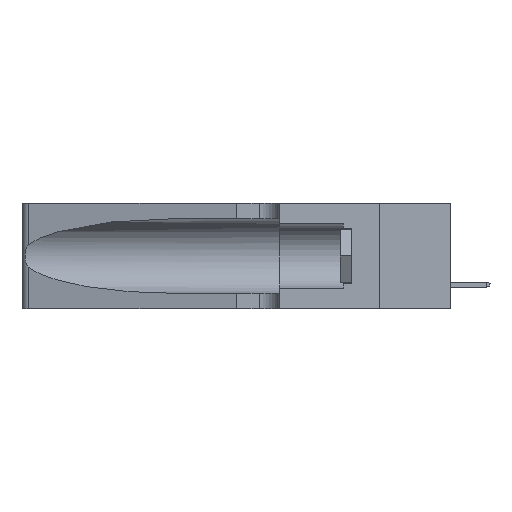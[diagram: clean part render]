
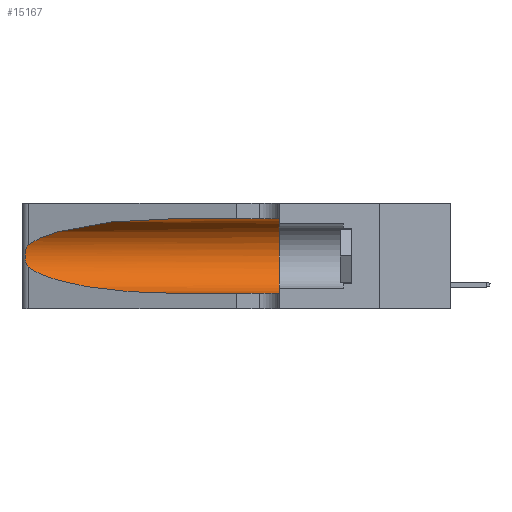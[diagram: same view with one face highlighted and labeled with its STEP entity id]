
A CAD part, left-side view. The second image highlights one B-rep face of the part: STEP entity #15167.
In plain terms, the highlighted cylindrical face has radius 3.308 mm (diameter 6.617 mm), a partial arc.
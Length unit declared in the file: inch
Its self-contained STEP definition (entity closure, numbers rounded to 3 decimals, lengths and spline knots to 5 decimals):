
#1916 = VECTOR ( 'NONE', #48221, 39.37008 ) ;
#2495 = CARTESIAN_POINT ( 'NONE',  ( 0.25639, 1.23184, 0.21858 ) ) ;
#2751 = CARTESIAN_POINT ( 'NONE',  ( 0.25487, 1.22718, 0.22369 ) ) ;
#3328 = CARTESIAN_POINT ( 'NONE',  ( 0.1305, 0.72297, 0.31525 ) ) ;
#3977 = ORIENTED_EDGE ( 'NONE', *, *, #11815, .T. ) ;
#7357 = CARTESIAN_POINT ( 'NONE',  ( 0.1305, 0.72297, 0.05475 ) ) ;
#7776 = VERTEX_POINT ( 'NONE', #27008 ) ;
#7889 =( BOUNDED_CURVE ( )  B_SPLINE_CURVE ( 3, ( #3328, #8092, #23504, #35416 ),
 .UNSPECIFIED., .F., .T. ) 
 B_SPLINE_CURVE_WITH_KNOTS ( ( 4, 4 ),
 ( 1.5708, 2.84003 ),
 .UNSPECIFIED. ) 
 CURVE ( )  GEOMETRIC_REPRESENTATION_ITEM ( )  RATIONAL_B_SPLINE_CURVE ( ( 1., 0.87, 0.87, 1. ) ) 
 REPRESENTATION_ITEM ( '' )  );
#8092 = CARTESIAN_POINT ( 'NONE',  ( 0.18966, 0.96281, 0.31525 ) ) ;
#8947 = B_SPLINE_CURVE_WITH_KNOTS ( 'NONE', 3,
 ( #2751, #11489, #2495, #50990, #51770, #35866, #22675, #47027, #18926, #52039, #15745, #26900, #31370, #43051 ),
 .UNSPECIFIED., .F., .F.,
 ( 4, 2, 2, 2, 2, 2, 4 ),
 ( 0., 0.00027, 0.00053, 0.00107, 0.0016, 0.00187, 0.00214 ),
 .UNSPECIFIED. ) ;
#9341 = CARTESIAN_POINT ( 'NONE',  ( 0.18966, 0.96281, 0.05475 ) ) ;
#9351 = AXIS2_PLACEMENT_3D ( 'NONE', #9540, #16460, #20964 ) ;
#9540 = CARTESIAN_POINT ( 'NONE',  ( 0.1305, 1.61858, 0.185 ) ) ;
#9615 = CARTESIAN_POINT ( 'NONE',  ( 0.2373, 1.15595, 0.08982 ) ) ;
#10547 = EDGE_LOOP ( 'NONE', ( #3977, #32637, #48435, #30477, #48932, #17064 ) ) ;
#10811 = EDGE_CURVE ( 'NONE', #7776, #15405, #49923, .T. ) ;
#10863 = CARTESIAN_POINT ( 'NONE',  ( 0.25487, 1.22718, 0.14631 ) ) ;
#11489 = CARTESIAN_POINT ( 'NONE',  ( 0.25555, 1.22994, 0.2215 ) ) ;
#11815 = EDGE_CURVE ( 'NONE', #44664, #12476, #7889, .T. ) ;
#12451 = DIRECTION ( 'NONE',  ( 0., -1., 0. ) ) ;
#12476 = VERTEX_POINT ( 'NONE', #49874 ) ;
#14265 = VERTEX_POINT ( 'NONE', #10863 ) ;
#15167 = ADVANCED_FACE ( 'NONE', ( #37119 ), #33652, .F. ) ;
#15405 = VERTEX_POINT ( 'NONE', #24043 ) ;
#15745 = CARTESIAN_POINT ( 'NONE',  ( 0.25789, 1.23486, 0.15765 ) ) ;
#16460 = DIRECTION ( 'NONE',  ( 0., -1., 0. ) ) ;
#17064 = ORIENTED_EDGE ( 'NONE', *, *, #28962, .F. ) ;
#18926 = CARTESIAN_POINT ( 'NONE',  ( 0.26017, 1.23833, 0.17102 ) ) ;
#19625 = LINE ( 'NONE', #23882, #48849 ) ;
#20964 = DIRECTION ( 'NONE',  ( 0., 0., -1. ) ) ;
#21579 = EDGE_CURVE ( 'NONE', #14265, #43311, #49836, .T. ) ;
#22091 = CARTESIAN_POINT ( 'NONE',  ( 0.25487, 1.22718, 0.14631 ) ) ;
#22675 = CARTESIAN_POINT ( 'NONE',  ( 0.26075, 1.23896, 0.19203 ) ) ;
#23504 = CARTESIAN_POINT ( 'NONE',  ( 0.2373, 1.15595, 0.28018 ) ) ;
#23882 = CARTESIAN_POINT ( 'NONE',  ( 0.1305, 1.61858, 0.05475 ) ) ;
#24043 = CARTESIAN_POINT ( 'NONE',  ( 0.1305, 0.35, 0.05475 ) ) ;
#25818 = CARTESIAN_POINT ( 'NONE',  ( 0.1305, 0.72297, 0.05475 ) ) ;
#26900 = CARTESIAN_POINT ( 'NONE',  ( 0.25639, 1.23186, 0.15144 ) ) ;
#27008 = CARTESIAN_POINT ( 'NONE',  ( 0.1305, 0.35, 0.31525 ) ) ;
#28751 = DIRECTION ( 'NONE',  ( 0., 1., 0. ) ) ;
#28962 = EDGE_CURVE ( 'NONE', #44664, #7776, #32060, .T. ) ;
#30477 = ORIENTED_EDGE ( 'NONE', *, *, #37524, .T. ) ;
#31370 = CARTESIAN_POINT ( 'NONE',  ( 0.25555, 1.22993, 0.14849 ) ) ;
#32060 = LINE ( 'NONE', #44247, #1916 ) ;
#32637 = ORIENTED_EDGE ( 'NONE', *, *, #34357, .T. ) ;
#33652 = CYLINDRICAL_SURFACE ( 'NONE', #9351, 0.13025 ) ;
#34357 = EDGE_CURVE ( 'NONE', #12476, #14265, #8947, .T. ) ;
#35416 = CARTESIAN_POINT ( 'NONE',  ( 0.25487, 1.22718, 0.22369 ) ) ;
#35866 = CARTESIAN_POINT ( 'NONE',  ( 0.26018, 1.23835, 0.19895 ) ) ;
#36768 = CARTESIAN_POINT ( 'NONE',  ( 0.1305, 0.72297, 0.31525 ) ) ;
#37119 = FACE_OUTER_BOUND ( 'NONE', #10547, .T. ) ;
#37216 = CARTESIAN_POINT ( 'NONE',  ( 0.1305, 0.35, 0.185 ) ) ;
#37524 = EDGE_CURVE ( 'NONE', #43311, #15405, #19625, .T. ) ;
#43051 = CARTESIAN_POINT ( 'NONE',  ( 0.25487, 1.22718, 0.14631 ) ) ;
#43311 = VERTEX_POINT ( 'NONE', #7357 ) ;
#44247 = CARTESIAN_POINT ( 'NONE',  ( 0.1305, 1.61858, 0.31525 ) ) ;
#44664 = VERTEX_POINT ( 'NONE', #36768 ) ;
#44894 = DIRECTION ( 'NONE',  ( 0., 0., 1. ) ) ;
#47027 = CARTESIAN_POINT ( 'NONE',  ( 0.26075, 1.23896, 0.178 ) ) ;
#48221 = DIRECTION ( 'NONE',  ( 0., -1., 0. ) ) ;
#48435 = ORIENTED_EDGE ( 'NONE', *, *, #21579, .T. ) ;
#48849 = VECTOR ( 'NONE', #12451, 39.37008 ) ;
#48932 = ORIENTED_EDGE ( 'NONE', *, *, #10811, .F. ) ;
#49836 =( BOUNDED_CURVE ( )  B_SPLINE_CURVE ( 3, ( #22091, #9615, #9341, #25818 ),
 .UNSPECIFIED., .F., .T. ) 
 B_SPLINE_CURVE_WITH_KNOTS ( ( 4, 4 ),
 ( 3.44316, 4.71239 ),
 .UNSPECIFIED. ) 
 CURVE ( )  GEOMETRIC_REPRESENTATION_ITEM ( )  RATIONAL_B_SPLINE_CURVE ( ( 1., 0.87, 0.87, 1. ) ) 
 REPRESENTATION_ITEM ( '' )  );
#49874 = CARTESIAN_POINT ( 'NONE',  ( 0.25487, 1.22718, 0.22369 ) ) ;
#49923 = CIRCLE ( 'NONE', #50768, 0.13025 ) ;
#50768 = AXIS2_PLACEMENT_3D ( 'NONE', #37216, #28751, #44894 ) ;
#50990 = CARTESIAN_POINT ( 'NONE',  ( 0.25787, 1.23484, 0.2124 ) ) ;
#51770 = CARTESIAN_POINT ( 'NONE',  ( 0.25854, 1.2359, 0.20912 ) ) ;
#52039 = CARTESIAN_POINT ( 'NONE',  ( 0.25856, 1.23593, 0.16098 ) ) ;
